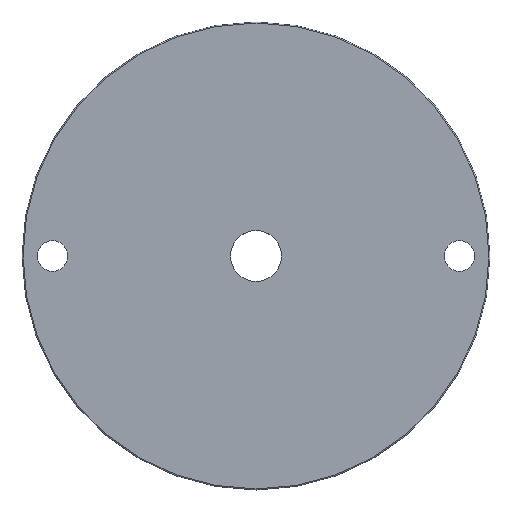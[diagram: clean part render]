
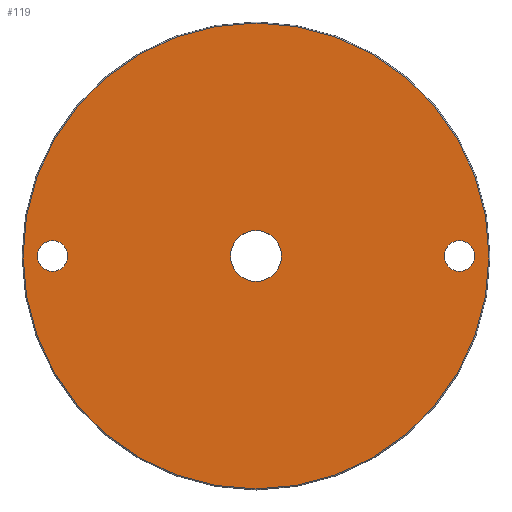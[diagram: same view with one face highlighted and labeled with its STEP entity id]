
A CAD part, top view. The second image highlights one B-rep face of the part: STEP entity #119.
In plain terms, the highlighted planar face has unit normal (0, 0, 1).
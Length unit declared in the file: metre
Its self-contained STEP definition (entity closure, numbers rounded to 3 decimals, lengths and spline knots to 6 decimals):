
#30=ORIENTED_EDGE('',*,*,#50,.T.);
#31=ORIENTED_EDGE('',*,*,#51,.T.);
#32=ORIENTED_EDGE('',*,*,#52,.T.);
#33=ORIENTED_EDGE('',*,*,#53,.T.);
#50=EDGE_CURVE('',#60,#60,#70,.F.);
#51=EDGE_CURVE('',#61,#61,#71,.T.);
#52=EDGE_CURVE('',#62,#62,#72,.T.);
#53=EDGE_CURVE('',#63,#63,#73,.T.);
#60=VERTEX_POINT('',#207);
#61=VERTEX_POINT('',#209);
#62=VERTEX_POINT('',#211);
#63=VERTEX_POINT('',#213);
#70=CIRCLE('',#145,0.01145);
#71=CIRCLE('',#146,0.00075);
#72=CIRCLE('',#147,0.00125);
#73=CIRCLE('',#148,0.00075);
#80=EDGE_LOOP('',(#30));
#81=EDGE_LOOP('',(#31));
#82=EDGE_LOOP('',(#32));
#83=EDGE_LOOP('',(#33));
#100=FACE_BOUND('',#80,.T.);
#101=FACE_BOUND('',#81,.T.);
#102=FACE_BOUND('',#82,.T.);
#103=FACE_BOUND('',#83,.T.);
#117=PLANE('',#144);
#119=ADVANCED_FACE('',(#100,#101,#102,#103),#117,.F.);
#144=AXIS2_PLACEMENT_3D('',#205,#169,#170);
#145=AXIS2_PLACEMENT_3D('',#206,#171,#172);
#146=AXIS2_PLACEMENT_3D('',#208,#173,#174);
#147=AXIS2_PLACEMENT_3D('',#210,#175,#176);
#148=AXIS2_PLACEMENT_3D('',#212,#177,#178);
#169=DIRECTION('',(0.,0.,-1.));
#170=DIRECTION('',(-1.,0.,0.));
#171=DIRECTION('',(0.,0.,-1.));
#172=DIRECTION('',(-1.,0.,0.));
#173=DIRECTION('',(0.,0.,-1.));
#174=DIRECTION('',(-1.,0.,0.));
#175=DIRECTION('',(0.,0.,-1.));
#176=DIRECTION('',(-1.,0.,0.));
#177=DIRECTION('',(0.,0.,-1.));
#178=DIRECTION('',(1.,0.,0.));
#205=CARTESIAN_POINT('',(0.,0.,-0.04431));
#206=CARTESIAN_POINT('',(0.,0.,-0.04431));
#207=CARTESIAN_POINT('',(-0.01145,0.,-0.04431));
#208=CARTESIAN_POINT('',(0.01,0.,-0.04431));
#209=CARTESIAN_POINT('',(0.00925,0.,-0.04431));
#210=CARTESIAN_POINT('',(0.,0.,-0.04431));
#211=CARTESIAN_POINT('',(-0.00125,0.,-0.04431));
#212=CARTESIAN_POINT('',(-0.01,0.,-0.04431));
#213=CARTESIAN_POINT('',(-0.00925,0.,-0.04431));
